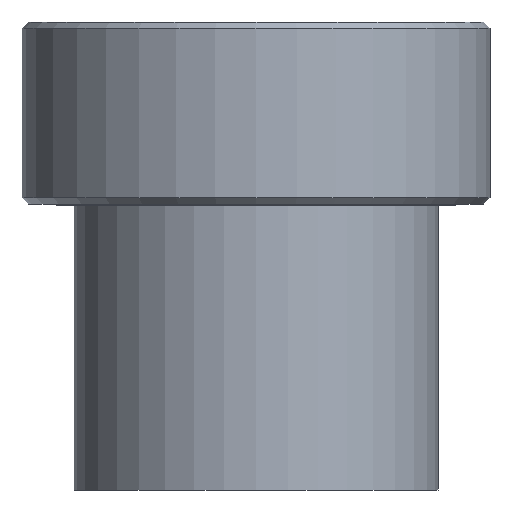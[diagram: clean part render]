
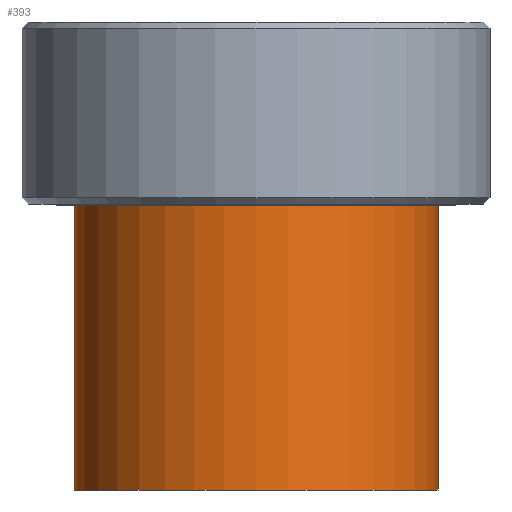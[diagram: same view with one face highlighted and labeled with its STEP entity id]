
A CAD part, front view. The second image highlights one B-rep face of the part: STEP entity #393.
In plain terms, the highlighted cylindrical face has radius 22.225 mm (diameter 44.45 mm), a full revolution.
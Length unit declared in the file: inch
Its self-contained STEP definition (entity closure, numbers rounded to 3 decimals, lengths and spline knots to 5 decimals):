
#29=CYLINDRICAL_SURFACE('',#459,0.875);
#47=FACE_BOUND('',#123,.T.);
#80=FACE_OUTER_BOUND('',#122,.T.);
#122=EDGE_LOOP('',(#287));
#123=EDGE_LOOP('',(#288));
#170=CIRCLE('',#441,0.875);
#176=CIRCLE('',#451,0.875);
#203=VERTEX_POINT('',#642);
#209=VERTEX_POINT('',#658);
#236=EDGE_CURVE('',#203,#203,#170,.T.);
#242=EDGE_CURVE('',#209,#209,#176,.T.);
#287=ORIENTED_EDGE('',*,*,#236,.T.);
#288=ORIENTED_EDGE('',*,*,#242,.T.);
#393=ADVANCED_FACE('',(#80,#47),#29,.T.);
#441=AXIS2_PLACEMENT_3D('',#643,#510,#511);
#451=AXIS2_PLACEMENT_3D('',#659,#530,#531);
#459=AXIS2_PLACEMENT_3D('',#670,#546,#547);
#510=DIRECTION('center_axis',(0.,0.,1.));
#511=DIRECTION('ref_axis',(-1.,0.,0.));
#530=DIRECTION('center_axis',(0.,0.,-1.));
#531=DIRECTION('ref_axis',(-1.,0.,0.));
#546=DIRECTION('center_axis',(0.,0.,1.));
#547=DIRECTION('ref_axis',(-1.,0.,0.));
#642=CARTESIAN_POINT('',(0.875,0.,0.005));
#643=CARTESIAN_POINT('Origin',(0.,0.,0.005));
#658=CARTESIAN_POINT('',(0.875,0.,1.375));
#659=CARTESIAN_POINT('Origin',(0.,0.,1.375));
#670=CARTESIAN_POINT('Origin',(0.,0.,0.));
